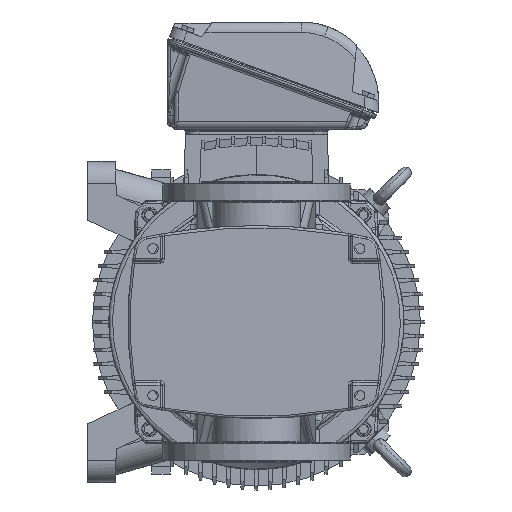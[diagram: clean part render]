
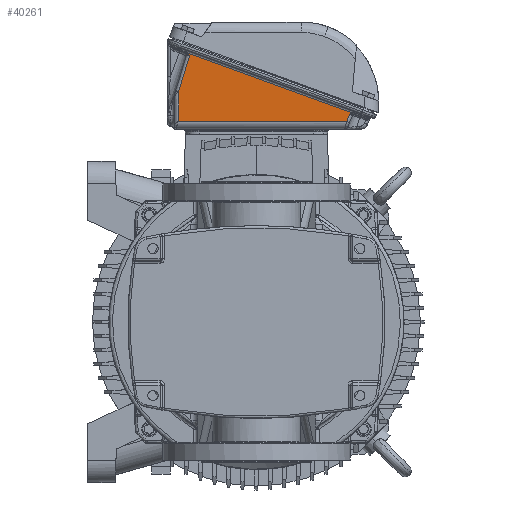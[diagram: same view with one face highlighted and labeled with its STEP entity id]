
A CAD part, front view. The second image highlights one B-rep face of the part: STEP entity #40261.
In plain terms, the highlighted face is planar.
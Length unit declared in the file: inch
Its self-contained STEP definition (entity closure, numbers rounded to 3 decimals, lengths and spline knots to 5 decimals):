
#1359 = CARTESIAN_POINT ( 'NONE',  ( -11.15552, 5.00831, -3.62268 ) ) ;
#2926 = DIRECTION ( 'NONE',  ( 0.956, -0.292, -0.035 ) ) ;
#8468 = CARTESIAN_POINT ( 'NONE',  ( -11.12664, 5.03029, -3.62337 ) ) ;
#8848 = B_SPLINE_CURVE_WITH_KNOTS ( 'NONE', 3,
 ( #71591, #131802, #191956, #8468, #87411, #41977, #102177, #162388 ),
 .UNSPECIFIED., .F., .F.,
 ( 4, 2, 2, 4 ),
 ( -0.00001, 0.00175, 0.00263, 0.00351 ),
 .UNSPECIFIED. ) ;
#10043 = CARTESIAN_POINT ( 'NONE',  ( -14.1805, -3.57239, -3.6259 ) ) ;
#24875 = CARTESIAN_POINT ( 'NONE',  ( -14.23179, -3.58615, -3.62439 ) ) ;
#31329 = FACE_OUTER_BOUND ( 'NONE', #44115, .T. ) ;
#35406 = VECTOR ( 'NONE', #157593, 39.37008 ) ;
#40261 = ADVANCED_FACE ( 'NONE', ( #31329 ), #122128, .T. ) ;
#40638 = CARTESIAN_POINT ( 'NONE',  ( -14.20624, -3.57893, -3.62514 ) ) ;
#41977 = CARTESIAN_POINT ( 'NONE',  ( -11.1474, 5.05797, -3.62236 ) ) ;
#44115 = EDGE_LOOP ( 'NONE', ( #95932, #195233, #112775, #73433, #99511, #149458, #49214 ) ) ;
#44281 = EDGE_CURVE ( 'NONE', #185590, #103066, #174461, .T. ) ;
#47117 = DIRECTION ( 'NONE',  ( 0.033, -0.012, 0.999 ) ) ;
#49214 = ORIENTED_EDGE ( 'NONE', *, *, #79605, .T. ) ;
#49326 = LINE ( 'NONE', #154872, #65247 ) ;
#52205 = VERTEX_POINT ( 'NONE', #72993 ) ;
#54464 = CARTESIAN_POINT ( 'NONE',  ( -14.32816, -3.62873, -3.62173 ) ) ;
#55445 = CARTESIAN_POINT ( 'NONE',  ( -14.30576, -3.61427, -3.62229 ) ) ;
#60579 = DIRECTION ( 'NONE',  ( -0.92, 0.39, 0.035 ) ) ;
#61253 = B_SPLINE_CURVE_WITH_KNOTS ( 'NONE', 3,
 ( #54464, #55445, #114652, #160045, #24875, #40638, #85085, #10043 ),
 .UNSPECIFIED., .F., .F.,
 ( 4, 2, 2, 4 ),
 ( 0.00365, 0.00566, 0.00667, 0.00768 ),
 .UNSPECIFIED. ) ;
#65247 = VECTOR ( 'NONE', #2926, 39.37008 ) ;
#67558 = VERTEX_POINT ( 'NONE', #85257 ) ;
#67952 = VECTOR ( 'NONE', #157024, 39.37008 ) ;
#68630 = AXIS2_PLACEMENT_3D ( 'NONE', #135936, #47117, #107291 ) ;
#69727 = LINE ( 'NONE', #155631, #35406 ) ;
#71591 = CARTESIAN_POINT ( 'NONE',  ( -11.07052, 4.97222, -3.6259 ) ) ;
#72993 = CARTESIAN_POINT ( 'NONE',  ( -14.1805, -3.57239, -3.6259 ) ) ;
#73433 = ORIENTED_EDGE ( 'NONE', *, *, #104971, .T. ) ;
#76413 = VECTOR ( 'NONE', #60579, 39.37008 ) ;
#79605 = EDGE_CURVE ( 'NONE', #144265, #185590, #8848, .T. ) ;
#85085 = CARTESIAN_POINT ( 'NONE',  ( -14.1933, -3.57561, -3.62552 ) ) ;
#85257 = CARTESIAN_POINT ( 'NONE',  ( -10.69446, 4.8126, -3.64015 ) ) ;
#87411 = CARTESIAN_POINT ( 'NONE',  ( -11.13388, 5.03926, -3.62302 ) ) ;
#90223 = VERTEX_POINT ( 'NONE', #99816 ) ;
#95932 = ORIENTED_EDGE ( 'NONE', *, *, #44281, .T. ) ;
#96846 = CARTESIAN_POINT ( 'NONE',  ( -10.69446, 5.81088, -3.62823 ) ) ;
#99511 = ORIENTED_EDGE ( 'NONE', *, *, #173380, .T. ) ;
#99816 = CARTESIAN_POINT ( 'NONE',  ( -12.28292, -4.15254, -3.6951 ) ) ;
#102177 = CARTESIAN_POINT ( 'NONE',  ( -11.15367, 5.06768, -3.62204 ) ) ;
#103066 = VERTEX_POINT ( 'NONE', #184345 ) ;
#104971 = EDGE_CURVE ( 'NONE', #90223, #109175, #69727, .T. ) ;
#106961 = LINE ( 'NONE', #1359, #76413 ) ;
#107291 = DIRECTION ( 'NONE',  ( -0.342, -0.94, 0. ) ) ;
#109175 = VERTEX_POINT ( 'NONE', #193288 ) ;
#112775 = ORIENTED_EDGE ( 'NONE', *, *, #116394, .T. ) ;
#114652 = CARTESIAN_POINT ( 'NONE',  ( -14.28178, -3.60336, -3.62295 ) ) ;
#116394 = EDGE_CURVE ( 'NONE', #52205, #90223, #49326, .T. ) ;
#122128 = PLANE ( 'NONE',  #68630 ) ;
#131802 = CARTESIAN_POINT ( 'NONE',  ( -11.08727, 4.98812, -3.62516 ) ) ;
#135936 = CARTESIAN_POINT ( 'NONE',  ( -15.19685, -4.39372, -3.60236 ) ) ;
#136044 = CARTESIAN_POINT ( 'NONE',  ( -11.15929, 5.07767, -3.62173 ) ) ;
#142202 = EDGE_CURVE ( 'NONE', #103066, #52205, #61253, .T. ) ;
#144265 = VERTEX_POINT ( 'NONE', #163609 ) ;
#146597 = VECTOR ( 'NONE', #152632, 39.37008 ) ;
#149458 = ORIENTED_EDGE ( 'NONE', *, *, #167805, .T. ) ;
#152632 = DIRECTION ( 'NONE',  ( -0.342, -0.94, 0. ) ) ;
#154872 = CARTESIAN_POINT ( 'NONE',  ( -12.79918, -3.99471, -3.67628 ) ) ;
#155631 = CARTESIAN_POINT ( 'NONE',  ( -15.19676, -4.15254, -3.59948 ) ) ;
#157024 = DIRECTION ( 'NONE',  ( 0., 1., 0.012 ) ) ;
#157593 = DIRECTION ( 'NONE',  ( 0.999, 0., -0.033 ) ) ;
#160045 = CARTESIAN_POINT ( 'NONE',  ( -14.24447, -3.59007, -3.62402 ) ) ;
#162388 = CARTESIAN_POINT ( 'NONE',  ( -11.15929, 5.07767, -3.62173 ) ) ;
#163609 = CARTESIAN_POINT ( 'NONE',  ( -11.07052, 4.97222, -3.6259 ) ) ;
#167805 = EDGE_CURVE ( 'NONE', #67558, #144265, #106961, .T. ) ;
#171819 = LINE ( 'NONE', #96846, #67952 ) ;
#173380 = EDGE_CURVE ( 'NONE', #109175, #67558, #171819, .T. ) ;
#174461 = LINE ( 'NONE', #183214, #146597 ) ;
#183214 = CARTESIAN_POINT ( 'NONE',  ( -14.50183, -4.10589, -3.62173 ) ) ;
#184345 = CARTESIAN_POINT ( 'NONE',  ( -14.32816, -3.62873, -3.62173 ) ) ;
#185590 = VERTEX_POINT ( 'NONE', #136044 ) ;
#191956 = CARTESIAN_POINT ( 'NONE',  ( -11.10387, 5.00424, -3.62443 ) ) ;
#193288 = CARTESIAN_POINT ( 'NONE',  ( -10.69446, -4.15254, -3.74723 ) ) ;
#195233 = ORIENTED_EDGE ( 'NONE', *, *, #142202, .T. ) ;
